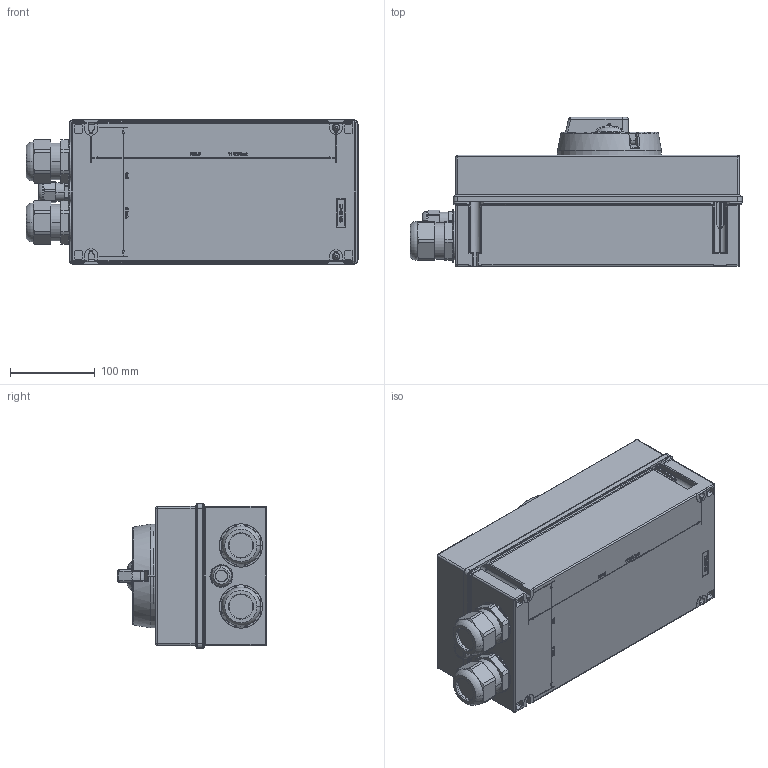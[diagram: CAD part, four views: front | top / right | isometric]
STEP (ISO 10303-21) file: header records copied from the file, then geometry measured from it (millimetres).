
FILE_DESCRIPTION (( 'STEP AP203' ), '1' );
FILE_NAME ('8146_5-V37-305-__-____-200206.STEP', '2015-04-20T07:32:03', ( '' ), ( '' ), 'SwSTEP 2.0', 'SolidWorks 2015', '' );
FILE_SCHEMA (( 'CONFIG_CONTROL_DESIGN' ));
Length unit declared in the file: millimetre
Products named in the file (37): 81_460_33_05_0; 502_629_0_Standard M4x12; 81_610_77_01_0_Stutzen; 81_610_95_01_0_229920_Hutmutter; 81_610_95_01_0_229920_Dichtung; 509_642_0; 85_377_24_85_0; DIN EN 28734 - A (DIN 6325).SLDPRT_2 x 10; 81_610_38_37_0; Alt-86_049_03_14_0_86_049_03_14_0 schwarz; 81_619_01_59_0_138562_Gr.12; 81_616_05_30_0_Anschlussgewindedichtung_M40; 81_469_54_04_0_3d export; 85_379_01_78_0; 81_610_77_01_0_Dichtung; 85_379_02_92_0; 506_537_0; Alt-86_049_20_85_0; 509_642_0_1_montiert; 81_610_30_37_0_Vereinfacht; 81_469_05_05_0_81_469_45_05_0; Alt-86_049_03_16_0_82_719_05_16_0 sw Sicherheitsschalter ohne Text; Alt-85_370_03_16_0_85_370_03_16_0 sw-sw; Alt-86_048_50_16_0_86_048_51_16_0 (167071) sw-sw Sicherheitsschalter; Alt-86_049_03_14_0; 82s719_01_78_0; 82_719_01_55_0; 81_610_95_01_0_229920_Stutzen; 81_610_77_01_0_Hutmutter_Vereinfacht; 81_616_05_30_0_Anschlussgewindedichtung_M20; 515_643_0; 81_619_01_59_0_138562_81_619_09_59_0; 85_379_03_52_0; 80_409_01_50_0; 82_719_02_52_0; 8146_5-V37-305-__-____-200206
Assembly tree (47 placements, depth 5):
  8146_5-V37-305-__-____-200206
    81_469_54_04_0_3d export
    81_460_33_05_0
      81_469_05_05_0_81_469_45_05_0
    509_642_0  x4
      509_642_0
      509_642_0_1_montiert
    81_610_30_37_0_Vereinfacht
      81_610_77_01_0_Stutzen
      81_610_77_01_0_Dichtung
      81_610_77_01_0_Hutmutter_Vereinfacht
      81_616_05_30_0_Anschlussgewindedichtung_M20
      81_619_01_59_0_138562_Gr.12
    81_610_38_37_0  x2
      81_610_95_01_0_229920_Stutzen
      81_610_95_01_0_229920_Dichtung
      81_610_95_01_0_229920_Hutmutter
      81_616_05_30_0_Anschlussgewindedichtung_M40
      81_619_01_59_0_138562_81_619_09_59_0
    Alt-86_048_50_16_0_86_048_51_16_0 (167071) sw-sw Sicherheitsschalter
      Alt-85_370_03_16_0_85_370_03_16_0 sw-sw
        Alt-86_049_03_14_0
          Alt-86_049_03_14_0_86_049_03_14_0 schwarz
          80_409_01_50_0  x3
        Alt-86_049_03_16_0_82_719_05_16_0 sw Sicherheitsschalter ohne Text
        Alt-86_049_20_85_0
        82s719_01_78_0
        515_643_0
        DIN EN 28734 - A (DIN 6325).SLDPRT_2 x 10
      85_379_01_78_0
      85_379_03_52_0
      82_719_01_55_0
      82_719_02_52_0
      506_537_0  x3
      502_629_0_Standard M4x12  x3
    85_377_24_85_0
    85_379_02_92_0  x2
Bounding box: 391.37 x 175.8 x 170 mm (x, y, z)
Volume: 1314626.7 mm3; surface area: 744075.6 mm2
Topology: 49 solids, 49 shells, 4787 faces, 12566 edges, 7986 vertices
Faces by surface type: plane 2269, cylinder 1013, cone 664, bspline 466, torus 344, sphere 31
Entity records: 136389 total; most frequent: CARTESIAN_POINT 44207, ORIENTED_EDGE 19156, DIRECTION 17196, EDGE_CURVE 9578, VERTEX_POINT 6125, AXIS2_PLACEMENT_3D 5848, VECTOR 5500, LINE 5500
